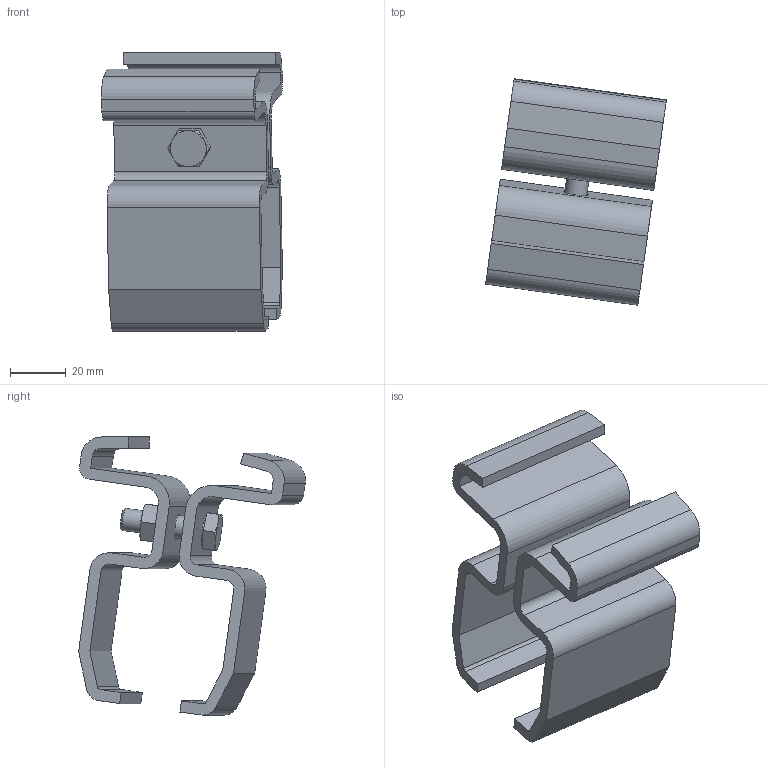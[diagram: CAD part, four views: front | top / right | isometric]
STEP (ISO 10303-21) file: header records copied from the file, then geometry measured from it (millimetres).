
FILE_DESCRIPTION(('STEP AP214'),'1');
FILE_NAME('PMH Upphängningsklämma 1405-IPE120.stp','2013-08-12T14:22:37',(' '),(' '),'Spatial InterOp 3D',' ',' ');
FILE_SCHEMA(('automotive_design'));
Length unit declared in the file: millimetre
Products named in the file (10): NAUO8; NAUO1; PMH Profilskena upphangningsklamma 1405-IPE120; NAUO5; NAUO2; NAUO4; NAUO9; NAUO6; NAUO3; NAUO7
Assembly tree (9 placements, depth 3):
  PMH Profilskena upphangningsklamma 1405-IPE120
    NAUO8
      NAUO1
    NAUO5
      NAUO2
    NAUO4
      NAUO9
      NAUO6
    NAUO3
      NAUO7
Bounding box: 64.69 x 81.17 x 99.56 mm (x, y, z)
Volume: 70792.4 mm3; surface area: 39633.8 mm2
Topology: 5 solids, 5 shells, 103 faces, 265 edges, 174 vertices
Faces by surface type: plane 62, cylinder 29, cone 11, torus 1
Full cylindrical faces by diameter (mm): 6.647 x1, 8 x1, 9 x2, 11.63 x1
Entity records: 4344 total; most frequent: CARTESIAN_POINT 813, DIRECTION 528, ORIENTED_EDGE 502, EDGE_CURVE 251, AXIS2_PLACEMENT_3D 186, VERTEX_POINT 171, LINE 156, VECTOR 156
